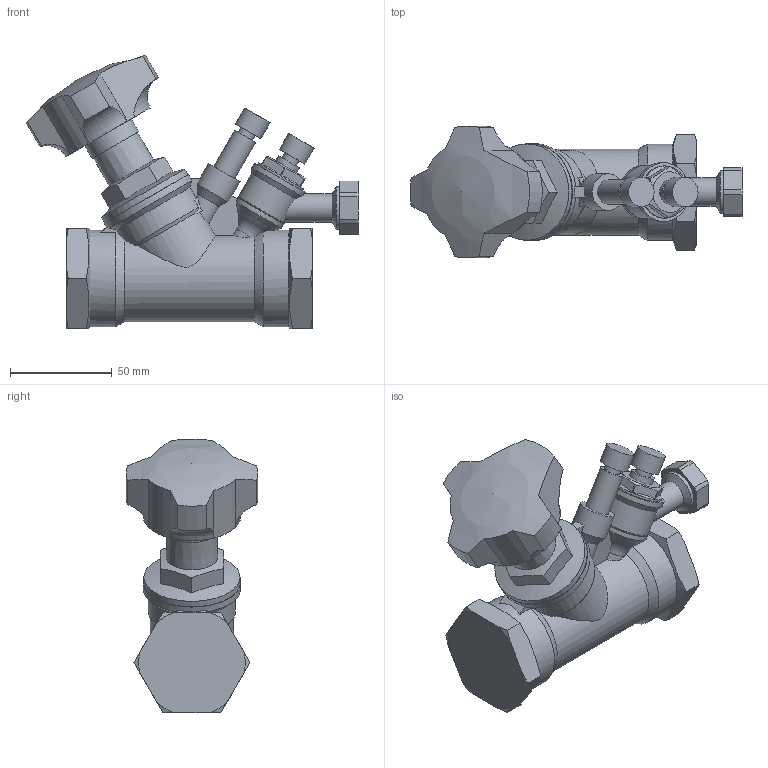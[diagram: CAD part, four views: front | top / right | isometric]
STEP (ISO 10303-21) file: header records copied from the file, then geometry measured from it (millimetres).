
FILE_DESCRIPTION(/* description */ ('Unknown'),/* implementation_level */ '2;1');
FILE_NAME(/* name */ 'DN32Drain',/* time_stamp */ '2018-01-17T14:10:32+01:00',/* author */ ('Unknown'),/* organization */ ('Unknown'),/* preprocessor_version */ 'ST-DEVELOPER v16.7',/* originating_system */ 'DEX',/* authorisation */ $);
FILE_SCHEMA (('AUTOMOTIVE_DESIGN {1 0 10303 214 3 1 1}'));
Length unit declared in the file: millimetre
Products named in the file (1): DN32Drain
Bounding box: 163.47 x 64.91 x 134.78 mm (x, y, z)
Volume: 364398.4 mm3; surface area: 48047.1 mm2
Topology: 1 solids, 1 shells, 155 faces, 419 edges, 278 vertices
Faces by surface type: plane 69, cylinder 47, cone 32, torus 6, sphere 1
Full cylindrical faces by diameter (mm): 8.2 x2, 11.935 x2, 14 x1, 14.5 x2, 18 x1, 19 x1, 20.955 x1, 25.8 x1, 26 x2, 26.5 x1, 29 x1, 47.5 x2, 48 x1
Entity records: 8813 total; most frequent: CARTESIAN_POINT 5246, ORIENTED_EDGE 732, DIRECTION 702, EDGE_CURVE 366, AXIS2_PLACEMENT_3D 291, VERTEX_POINT 254, EDGE_LOOP 196, FACE_BOUND 196
